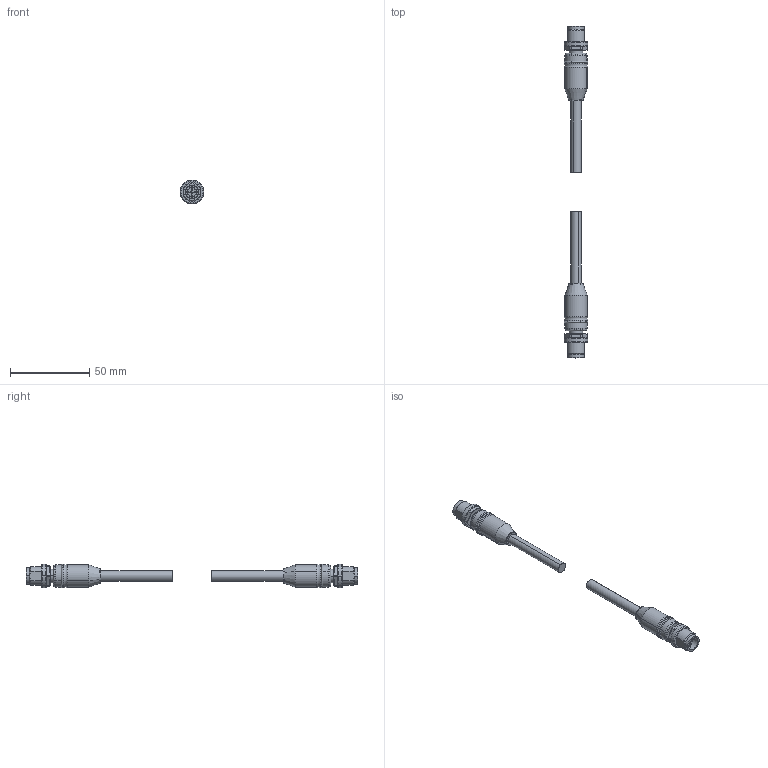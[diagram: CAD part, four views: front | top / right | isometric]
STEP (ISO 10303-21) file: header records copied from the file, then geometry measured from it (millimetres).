
FILE_DESCRIPTION (( 'STEP AP203' ), '1' );
FILE_NAME ('7700-51001-S4X0500.step', '2025-06-04T19:04:51', ( '' ), ( '' ), 'SwSTEP 2.0', 'SolidWorks 2024', '' );
FILE_SCHEMA (( 'CONFIG_CONTROL_DESIGN' ));
Length unit declared in the file: millimetre
Products named in the file (2): 7700-51001-S4X0500; 7700-51001-S4X0500_MALE
Assembly tree (2 placements, depth 2):
  7700-51001-S4X0500
    7700-51001-S4X0500_MALE  x2
Bounding box: 15 x 209.6 x 15 mm (x, y, z)
Volume: 14953.2 mm3; surface area: 7634.9 mm2
Topology: 2 solids, 2 shells, 282 faces, 674 edges, 424 vertices
Faces by surface type: plane 112, cylinder 88, torus 52, cone 30
Entity records: 4351 total; most frequent: DIRECTION 793, CARTESIAN_POINT 727, ORIENTED_EDGE 674, EDGE_CURVE 337, AXIS2_PLACEMENT_3D 326, VERTEX_POINT 212, CIRCLE 180, EDGE_LOOP 155
